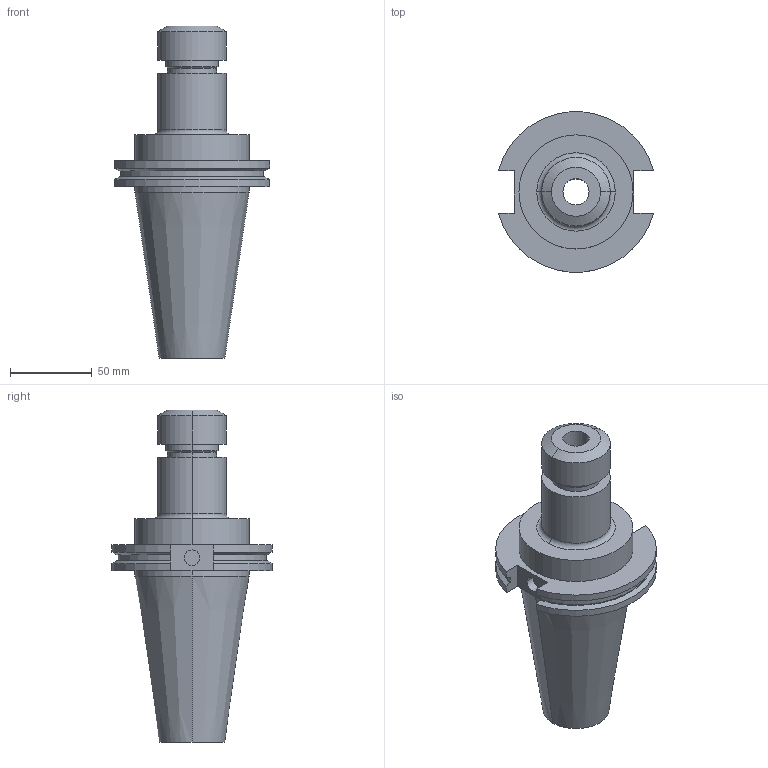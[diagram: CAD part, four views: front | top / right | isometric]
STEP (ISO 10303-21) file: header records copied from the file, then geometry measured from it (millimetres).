
FILE_DESCRIPTION (( 'STEP AP203' ), '1' );
FILE_NAME ('STP-22303-AD+B.STEP', '2021-05-14T02:13:30', ( '' ), ( '' ), 'SwSTEP 2.0', 'SolidWorks 2017', '' );
FILE_SCHEMA (( 'CONFIG_CONTROL_DESIGN' ));
Length unit declared in the file: millimetre
Products named in the file (1): STP-22303-AD+B
Bounding box: 94.95 x 98.05 x 203.2 mm (x, y, z)
Volume: 453461 mm3; surface area: 60873.1 mm2
Topology: 1 solids, 1 shells, 65 faces, 148 edges, 92 vertices
Faces by surface type: cylinder 28, plane 19, cone 16, torus 2
Entity records: 1921 total; most frequent: DIRECTION 342, CARTESIAN_POINT 330, ORIENTED_EDGE 296, EDGE_CURVE 148, AXIS2_PLACEMENT_3D 136, VERTEX_POINT 92, EDGE_LOOP 74, LINE 70
